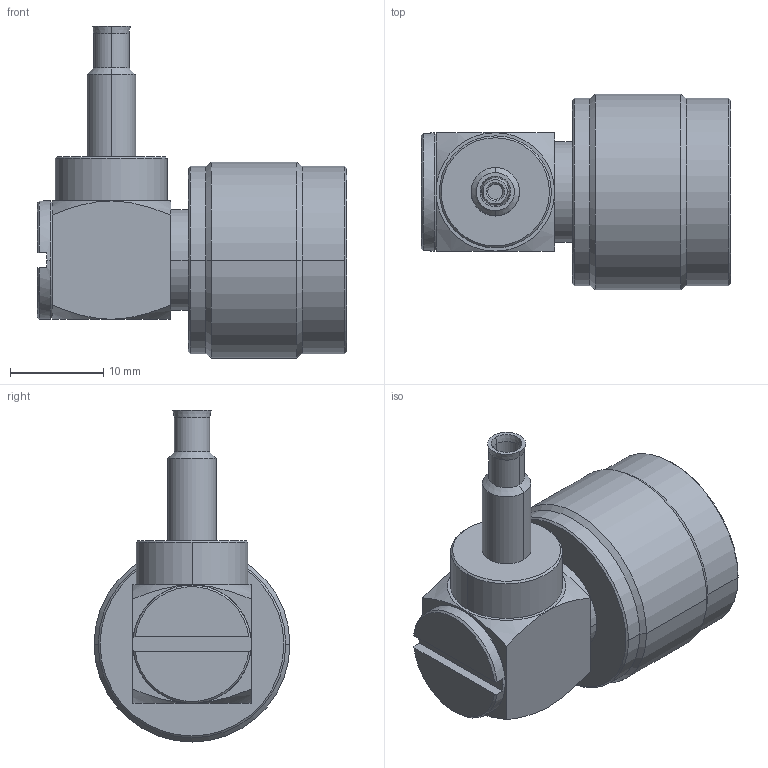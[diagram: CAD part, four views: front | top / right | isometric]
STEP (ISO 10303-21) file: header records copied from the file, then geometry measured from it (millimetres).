
FILE_DESCRIPTION((''),'2;1');
FILE_NAME('N1112A4-010-AT5GP-50_SW0001','2019-03-06T',('Viji'),(''),'CREO PARAMETRIC BY PTC INC, 2017020','CREO PARAMETRIC BY PTC INC, 2017020','');
FILE_SCHEMA(('CONFIG_CONTROL_DESIGN'));
Length unit declared in the file: inch
Products named in the file (1): N1112A4-010-AT5GP-50_SW0001
Bounding box: 33.2 x 21 x 35.6 mm (x, y, z)
Volume: 7513 mm3; surface area: 3861.4 mm2
Topology: 1 solids, 1 shells, 111 faces, 233 edges, 137 vertices
Faces by surface type: cone 44, cylinder 38, plane 23, bspline 6
Entity records: 4408 total; most frequent: CARTESIAN_POINT 2003, DIRECTION 517, ORIENTED_EDGE 466, EDGE_CURVE 233, AXIS2_PLACEMENT_3D 216, VERTEX_POINT 137, EDGE_LOOP 124, FACE_OUTER_BOUND 111
